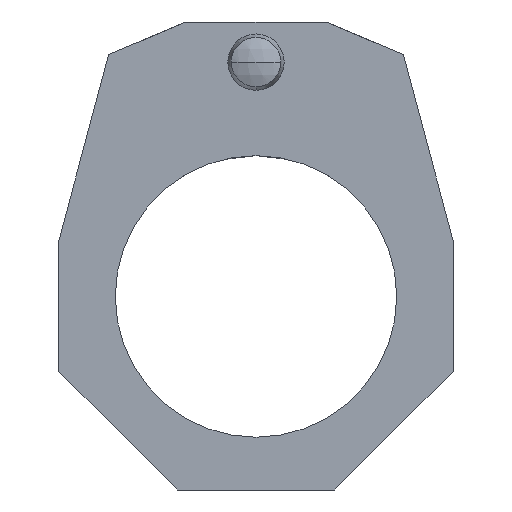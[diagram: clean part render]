
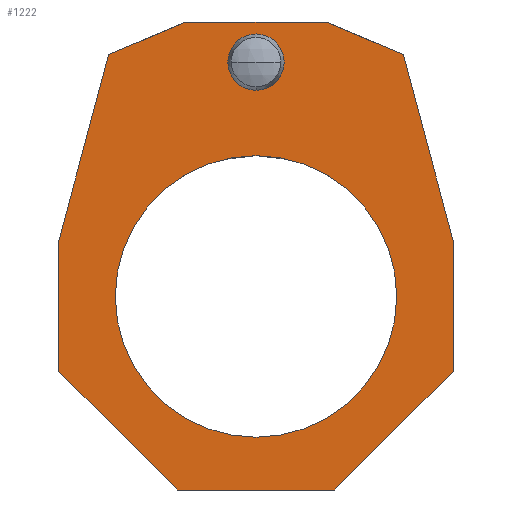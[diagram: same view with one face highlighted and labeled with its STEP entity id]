
A CAD part, front view. The second image highlights one B-rep face of the part: STEP entity #1222.
In plain terms, the highlighted planar face has unit normal (0, -1, 0).
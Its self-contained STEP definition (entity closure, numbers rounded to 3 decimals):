
#93 = EDGE_CURVE ( 'NONE', #2831, #3161, #486, .T. ) ;
#94 = DIRECTION ( 'NONE',  ( 1., 0., 0. ) ) ;
#130 = VECTOR ( 'NONE', #5597, 1000. ) ;
#286 = CIRCLE ( 'NONE', #6438, 4. ) ;
#321 = CARTESIAN_POINT ( 'NONE',  ( 11.2, 0., -27.5 ) ) ;
#354 = CARTESIAN_POINT ( 'NONE',  ( -28., 0., -10.7 ) ) ;
#379 = LINE ( 'NONE', #3289, #2843 ) ;
#382 = VECTOR ( 'NONE', #4051, 1000. ) ;
#446 = VERTEX_POINT ( 'NONE', #2471 ) ;
#450 = DIRECTION ( 'NONE',  ( 1., 0., 0. ) ) ;
#486 = LINE ( 'NONE', #1987, #382 ) ;
#489 = EDGE_CURVE ( 'NONE', #5034, #446, #4043, .T. ) ;
#510 = ORIENTED_EDGE ( 'NONE', *, *, #4166, .T. ) ;
#561 = ORIENTED_EDGE ( 'NONE', *, *, #5644, .T. ) ;
#579 = DIRECTION ( 'NONE',  ( -0.921, 0., -0.391 ) ) ;
#592 = VERTEX_POINT ( 'NONE', #2203 ) ;
#650 = DIRECTION ( 'NONE',  ( -0.259, 0., -0.966 ) ) ;
#676 = FACE_BOUND ( 'NONE', #4324, .T. ) ;
#680 = VERTEX_POINT ( 'NONE', #6459 ) ;
#744 = EDGE_CURVE ( 'NONE', #1228, #592, #4259, .T. ) ;
#796 = CARTESIAN_POINT ( 'NONE',  ( -11.2, 0., -27.5 ) ) ;
#800 = EDGE_CURVE ( 'NONE', #3161, #3662, #2036, .T. ) ;
#811 = AXIS2_PLACEMENT_3D ( 'NONE', #5922, #3317, #5309 ) ;
#837 = LINE ( 'NONE', #3260, #1201 ) ;
#844 = EDGE_CURVE ( 'NONE', #592, #1228, #286, .T. ) ;
#886 = EDGE_CURVE ( 'NONE', #3662, #2359, #4108, .T. ) ;
#932 = DIRECTION ( 'NONE',  ( 0., 0., -1. ) ) ;
#1001 = CARTESIAN_POINT ( 'NONE',  ( 0., 0., 0. ) ) ;
#1027 = CARTESIAN_POINT ( 'NONE',  ( -20., 0., 0. ) ) ;
#1201 = VECTOR ( 'NONE', #5240, 1000. ) ;
#1222 = ADVANCED_FACE ( 'NONE', ( #676, #3765, #2723 ), #2632, .F. ) ;
#1228 = VERTEX_POINT ( 'NONE', #1765 ) ;
#1232 = AXIS2_PLACEMENT_3D ( 'NONE', #1001, #2505, #2543 ) ;
#1393 = ORIENTED_EDGE ( 'NONE', *, *, #886, .T. ) ;
#1473 = ORIENTED_EDGE ( 'NONE', *, *, #1885, .T. ) ;
#1555 = DIRECTION ( 'NONE',  ( 0., 0., 1. ) ) ;
#1564 = CARTESIAN_POINT ( 'NONE',  ( -10., 0., 39. ) ) ;
#1626 = CARTESIAN_POINT ( 'NONE',  ( -20.938, 0., 34.357 ) ) ;
#1637 = CARTESIAN_POINT ( 'NONE',  ( 28., 0., 8. ) ) ;
#1698 = VECTOR ( 'NONE', #4872, 1000. ) ;
#1744 = VERTEX_POINT ( 'NONE', #2938 ) ;
#1749 = VECTOR ( 'NONE', #650, 1000. ) ;
#1765 = CARTESIAN_POINT ( 'NONE',  ( -4., 0., 33.3 ) ) ;
#1838 = VECTOR ( 'NONE', #579, 1000. ) ;
#1885 = EDGE_CURVE ( 'NONE', #4756, #3515, #4186, .T. ) ;
#1917 = AXIS2_PLACEMENT_3D ( 'NONE', #3984, #2015, #5446 ) ;
#1987 = CARTESIAN_POINT ( 'NONE',  ( 10., 0., 39. ) ) ;
#2015 = DIRECTION ( 'NONE',  ( 0., -1., 0. ) ) ;
#2036 = LINE ( 'NONE', #2993, #1838 ) ;
#2203 = CARTESIAN_POINT ( 'NONE',  ( 4., 0., 33.3 ) ) ;
#2338 = CIRCLE ( 'NONE', #1917, 20. ) ;
#2359 = VERTEX_POINT ( 'NONE', #4150 ) ;
#2471 = CARTESIAN_POINT ( 'NONE',  ( 20., 0., 0. ) ) ;
#2505 = DIRECTION ( 'NONE',  ( 0., -1., 0. ) ) ;
#2511 = LINE ( 'NONE', #3033, #2974 ) ;
#2543 = DIRECTION ( 'NONE',  ( 1., 0., 0. ) ) ;
#2632 = PLANE ( 'NONE',  #6243 ) ;
#2661 = CARTESIAN_POINT ( 'NONE',  ( 0., 0., 0. ) ) ;
#2723 = FACE_BOUND ( 'NONE', #4356, .T. ) ;
#2831 = VERTEX_POINT ( 'NONE', #6053 ) ;
#2843 = VECTOR ( 'NONE', #932, 1000. ) ;
#2878 = EDGE_CURVE ( 'NONE', #6123, #680, #5198, .T. ) ;
#2938 = CARTESIAN_POINT ( 'NONE',  ( -11.2, 0., -27.5 ) ) ;
#2974 = VECTOR ( 'NONE', #450, 1000. ) ;
#2993 = CARTESIAN_POINT ( 'NONE',  ( -20.938, 0., 34.357 ) ) ;
#3033 = CARTESIAN_POINT ( 'NONE',  ( -11.2, 0., -27.5 ) ) ;
#3103 = CARTESIAN_POINT ( 'NONE',  ( 11.2, 0., -27.5 ) ) ;
#3161 = VERTEX_POINT ( 'NONE', #1564 ) ;
#3224 = ORIENTED_EDGE ( 'NONE', *, *, #844, .F. ) ;
#3260 = CARTESIAN_POINT ( 'NONE',  ( 20.938, 0., 34.357 ) ) ;
#3289 = CARTESIAN_POINT ( 'NONE',  ( -28., 0., -10.7 ) ) ;
#3317 = DIRECTION ( 'NONE',  ( 0., -1., 0. ) ) ;
#3515 = VERTEX_POINT ( 'NONE', #3992 ) ;
#3585 = CARTESIAN_POINT ( 'NONE',  ( 0., 0., 33.3 ) ) ;
#3662 = VERTEX_POINT ( 'NONE', #1626 ) ;
#3677 = ORIENTED_EDGE ( 'NONE', *, *, #800, .T. ) ;
#3741 = ORIENTED_EDGE ( 'NONE', *, *, #5680, .F. ) ;
#3765 = FACE_OUTER_BOUND ( 'NONE', #4638, .T. ) ;
#3779 = VERTEX_POINT ( 'NONE', #354 ) ;
#3984 = CARTESIAN_POINT ( 'NONE',  ( 0., 0., 0. ) ) ;
#3992 = CARTESIAN_POINT ( 'NONE',  ( 28., 0., -10.7 ) ) ;
#4043 = CIRCLE ( 'NONE', #1232, 20. ) ;
#4051 = DIRECTION ( 'NONE',  ( -1., 0., 0. ) ) ;
#4108 = LINE ( 'NONE', #5121, #1749 ) ;
#4150 = CARTESIAN_POINT ( 'NONE',  ( -28., 0., 8. ) ) ;
#4166 = EDGE_CURVE ( 'NONE', #2359, #3779, #379, .T. ) ;
#4186 = LINE ( 'NONE', #3103, #5416 ) ;
#4259 = CIRCLE ( 'NONE', #811, 4. ) ;
#4324 = EDGE_LOOP ( 'NONE', ( #3224, #5866 ) ) ;
#4342 = VECTOR ( 'NONE', #1555, 1000. ) ;
#4356 = EDGE_LOOP ( 'NONE', ( #4971, #3741 ) ) ;
#4509 = EDGE_CURVE ( 'NONE', #3779, #1744, #5365, .T. ) ;
#4638 = EDGE_LOOP ( 'NONE', ( #6110, #561, #1473, #5551, #5639, #6308, #6412, #3677, #1393, #510 ) ) ;
#4664 = DIRECTION ( 'NONE',  ( -1., 0., 0. ) ) ;
#4693 = DIRECTION ( 'NONE',  ( 0., 1., 0. ) ) ;
#4756 = VERTEX_POINT ( 'NONE', #321 ) ;
#4872 = DIRECTION ( 'NONE',  ( 0.707, 0., -0.707 ) ) ;
#4971 = ORIENTED_EDGE ( 'NONE', *, *, #489, .F. ) ;
#5034 = VERTEX_POINT ( 'NONE', #1027 ) ;
#5121 = CARTESIAN_POINT ( 'NONE',  ( -28., 0., 8. ) ) ;
#5184 = DIRECTION ( 'NONE',  ( 0.707, 0., 0.707 ) ) ;
#5198 = LINE ( 'NONE', #1637, #130 ) ;
#5240 = DIRECTION ( 'NONE',  ( -0.921, 0., 0.391 ) ) ;
#5309 = DIRECTION ( 'NONE',  ( 1., 0., 0. ) ) ;
#5365 = LINE ( 'NONE', #796, #1698 ) ;
#5391 = EDGE_CURVE ( 'NONE', #680, #2831, #837, .T. ) ;
#5416 = VECTOR ( 'NONE', #5184, 1000. ) ;
#5446 = DIRECTION ( 'NONE',  ( 1., 0., 0. ) ) ;
#5551 = ORIENTED_EDGE ( 'NONE', *, *, #5746, .T. ) ;
#5597 = DIRECTION ( 'NONE',  ( -0.259, 0., 0.966 ) ) ;
#5639 = ORIENTED_EDGE ( 'NONE', *, *, #2878, .T. ) ;
#5644 = EDGE_CURVE ( 'NONE', #1744, #4756, #2511, .T. ) ;
#5680 = EDGE_CURVE ( 'NONE', #446, #5034, #2338, .T. ) ;
#5746 = EDGE_CURVE ( 'NONE', #3515, #6123, #6166, .T. ) ;
#5866 = ORIENTED_EDGE ( 'NONE', *, *, #744, .F. ) ;
#5922 = CARTESIAN_POINT ( 'NONE',  ( 0., 0., 33.3 ) ) ;
#6031 = CARTESIAN_POINT ( 'NONE',  ( 28., 0., -10.7 ) ) ;
#6053 = CARTESIAN_POINT ( 'NONE',  ( 10., 0., 39. ) ) ;
#6062 = DIRECTION ( 'NONE',  ( 0., -1., 0. ) ) ;
#6110 = ORIENTED_EDGE ( 'NONE', *, *, #4509, .T. ) ;
#6123 = VERTEX_POINT ( 'NONE', #6306 ) ;
#6166 = LINE ( 'NONE', #6031, #4342 ) ;
#6243 = AXIS2_PLACEMENT_3D ( 'NONE', #2661, #4693, #4664 ) ;
#6306 = CARTESIAN_POINT ( 'NONE',  ( 28., 0., 8. ) ) ;
#6308 = ORIENTED_EDGE ( 'NONE', *, *, #5391, .T. ) ;
#6412 = ORIENTED_EDGE ( 'NONE', *, *, #93, .T. ) ;
#6438 = AXIS2_PLACEMENT_3D ( 'NONE', #3585, #6062, #94 ) ;
#6459 = CARTESIAN_POINT ( 'NONE',  ( 20.938, 0., 34.357 ) ) ;
